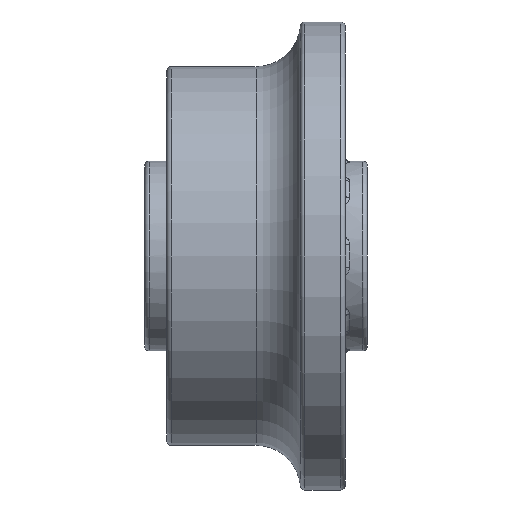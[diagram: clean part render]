
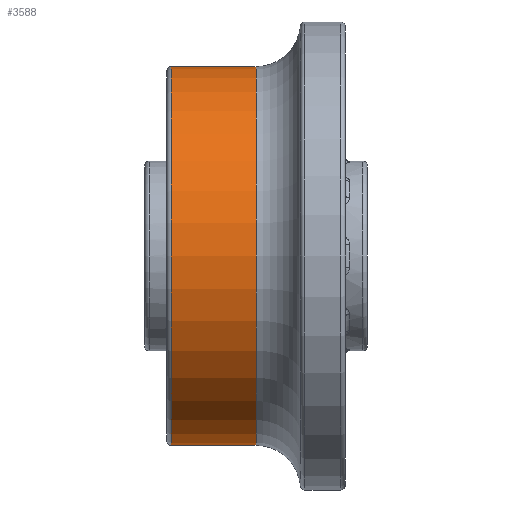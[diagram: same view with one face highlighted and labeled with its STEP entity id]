
A CAD part, front view. The second image highlights one B-rep face of the part: STEP entity #3588.
In plain terms, the highlighted cylindrical face has radius 8.5 mm (diameter 17 mm), a partial arc.
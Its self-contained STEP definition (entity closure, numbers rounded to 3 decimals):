
#265 = VERTEX_POINT ( 'NONE', #4333 ) ;
#366 = CARTESIAN_POINT ( 'NONE',  ( 0., 0., 8.5 ) ) ;
#473 = FACE_OUTER_BOUND ( 'NONE', #7761, .T. ) ;
#535 = LINE ( 'NONE', #2622, #7580 ) ;
#563 = DIRECTION ( 'NONE',  ( -1., 0., 0. ) ) ;
#962 = ORIENTED_EDGE ( 'NONE', *, *, #7575, .T. ) ;
#1081 = ORIENTED_EDGE ( 'NONE', *, *, #8406, .T. ) ;
#1254 = DIRECTION ( 'NONE',  ( 0., 0., 1. ) ) ;
#1283 = VECTOR ( 'NONE', #6424, 1000. ) ;
#1389 = CARTESIAN_POINT ( 'NONE',  ( 5., 0., -8.5 ) ) ;
#1411 = CIRCLE ( 'NONE', #5415, 8.5 ) ;
#1533 = DIRECTION ( 'NONE',  ( 0., 0., -1. ) ) ;
#1643 = CYLINDRICAL_SURFACE ( 'NONE', #3049, 8.5 ) ;
#1820 = AXIS2_PLACEMENT_3D ( 'NONE', #5982, #7400, #5356 ) ;
#2016 = CIRCLE ( 'NONE', #1820, 8.5 ) ;
#2426 = ORIENTED_EDGE ( 'NONE', *, *, #8109, .T. ) ;
#2622 = CARTESIAN_POINT ( 'NONE',  ( 0., 0., -8.5 ) ) ;
#3049 = AXIS2_PLACEMENT_3D ( 'NONE', #8713, #563, #1254 ) ;
#3138 = CARTESIAN_POINT ( 'NONE',  ( 1.2, 0., 8.5 ) ) ;
#3549 = VERTEX_POINT ( 'NONE', #3138 ) ;
#3578 = VERTEX_POINT ( 'NONE', #3951 ) ;
#3588 = ADVANCED_FACE ( 'NONE', ( #473 ), #1643, .T. ) ;
#3660 = CARTESIAN_POINT ( 'NONE',  ( 1.2, 0., 0. ) ) ;
#3809 = ORIENTED_EDGE ( 'NONE', *, *, #8565, .F. ) ;
#3951 = CARTESIAN_POINT ( 'NONE',  ( 5., 0., 8.5 ) ) ;
#4333 = CARTESIAN_POINT ( 'NONE',  ( 1.2, 0., -8.5 ) ) ;
#4661 = DIRECTION ( 'NONE',  ( -1., 0., 0. ) ) ;
#5356 = DIRECTION ( 'NONE',  ( 0., 0., -1. ) ) ;
#5415 = AXIS2_PLACEMENT_3D ( 'NONE', #3660, #7114, #1533 ) ;
#5467 = VERTEX_POINT ( 'NONE', #1389 ) ;
#5982 = CARTESIAN_POINT ( 'NONE',  ( 5., 0., 0. ) ) ;
#6424 = DIRECTION ( 'NONE',  ( -1., 0., 0. ) ) ;
#6710 = LINE ( 'NONE', #366, #1283 ) ;
#7114 = DIRECTION ( 'NONE',  ( 1., 0., 0. ) ) ;
#7400 = DIRECTION ( 'NONE',  ( -1., 0., 0. ) ) ;
#7575 = EDGE_CURVE ( 'NONE', #3549, #265, #1411, .T. ) ;
#7580 = VECTOR ( 'NONE', #4661, 1000. ) ;
#7761 = EDGE_LOOP ( 'NONE', ( #3809, #2426, #1081, #962 ) ) ;
#8109 = EDGE_CURVE ( 'NONE', #5467, #3578, #2016, .T. ) ;
#8406 = EDGE_CURVE ( 'NONE', #3578, #3549, #6710, .T. ) ;
#8565 = EDGE_CURVE ( 'NONE', #5467, #265, #535, .T. ) ;
#8713 = CARTESIAN_POINT ( 'NONE',  ( 0., 0., 0. ) ) ;
